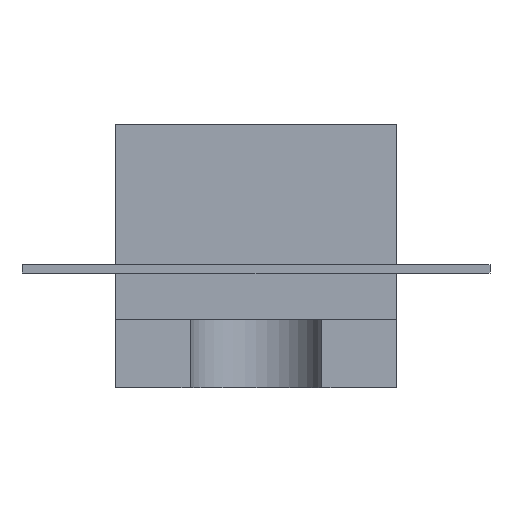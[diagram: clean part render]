
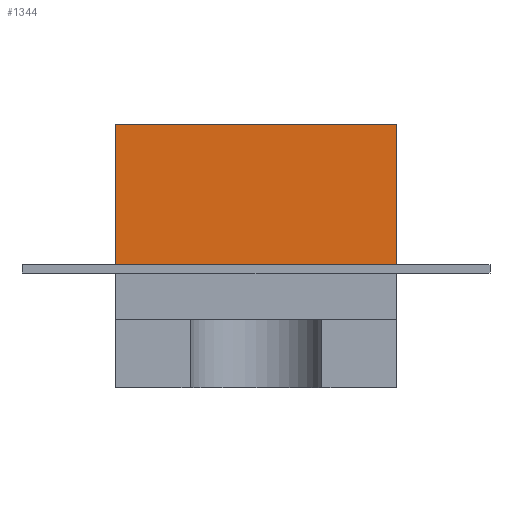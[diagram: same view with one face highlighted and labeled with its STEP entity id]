
A CAD part, left-side view. The second image highlights one B-rep face of the part: STEP entity #1344.
In plain terms, the highlighted planar face has unit normal (-1, 0, 0).
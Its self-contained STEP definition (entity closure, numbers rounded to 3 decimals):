
#1344=ADVANCED_FACE('',(#2922),#2924,.T.);
#2922=FACE_BOUND('',#2923,.T.);
#2923=EDGE_LOOP('',(#4331,#4332,#4333,#4334));
#2924=PLANE('',#2925);
#2925=AXIS2_PLACEMENT_3D('',#2926,#2927,#2928);
#2926=CARTESIAN_POINT('',(-4.3,3.3,2.7));
#2927=DIRECTION('',(-1.,0.,0.));
#2928=DIRECTION('',(0.,-1.,0.));
#4331=ORIENTED_EDGE('',*,*,#5222,.F.);
#4332=ORIENTED_EDGE('',*,*,#5223,.T.);
#4333=ORIENTED_EDGE('',*,*,#4809,.F.);
#4334=ORIENTED_EDGE('',*,*,#5224,.F.);
#4809=EDGE_CURVE('',#5408,#5409,#5410,.T.);
#5222=EDGE_CURVE('',#6094,#6095,#6096,.T.);
#5223=EDGE_CURVE('',#6094,#5409,#6097,.T.);
#5224=EDGE_CURVE('',#6095,#5408,#6098,.T.);
#5408=VERTEX_POINT('',#6408);
#5409=VERTEX_POINT('',#6409);
#5410=LINE('',#6410,#6411);
#6094=VERTEX_POINT('',#7950);
#6095=VERTEX_POINT('',#7951);
#6096=LINE('',#7952,#7953);
#6097=LINE('',#7955,#7956);
#6098=LINE('',#7958,#7959);
#6408=CARTESIAN_POINT('',(-4.3,3.3,6.2));
#6409=CARTESIAN_POINT('',(-4.3,-3.3,6.2));
#6410=CARTESIAN_POINT('',(-4.3,3.3,6.2));
#6411=VECTOR('',#6412,1.);
#6412=DIRECTION('',(0.,-1.,0.));
#7950=CARTESIAN_POINT('',(-4.3,-3.3,2.9));
#7951=CARTESIAN_POINT('',(-4.3,3.3,2.9));
#7952=CARTESIAN_POINT('',(-4.3,-3.3,2.9));
#7953=VECTOR('',#7954,1.);
#7954=DIRECTION('',(0.,1.,0.));
#7955=CARTESIAN_POINT('',(-4.3,-3.3,2.9));
#7956=VECTOR('',#7957,1.);
#7957=DIRECTION('',(0.,0.,1.));
#7958=CARTESIAN_POINT('',(-4.3,3.3,2.9));
#7959=VECTOR('',#7960,1.);
#7960=DIRECTION('',(0.,0.,1.));
